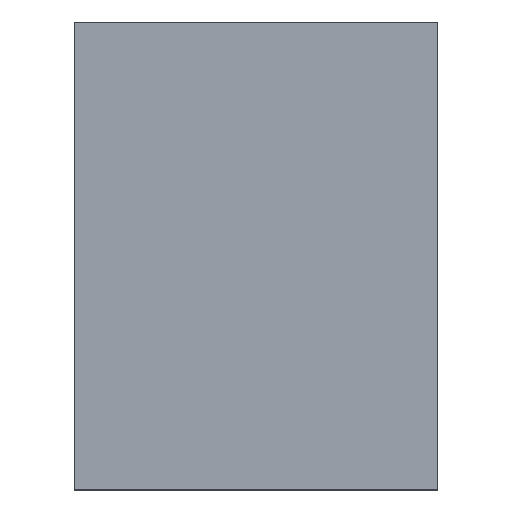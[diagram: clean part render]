
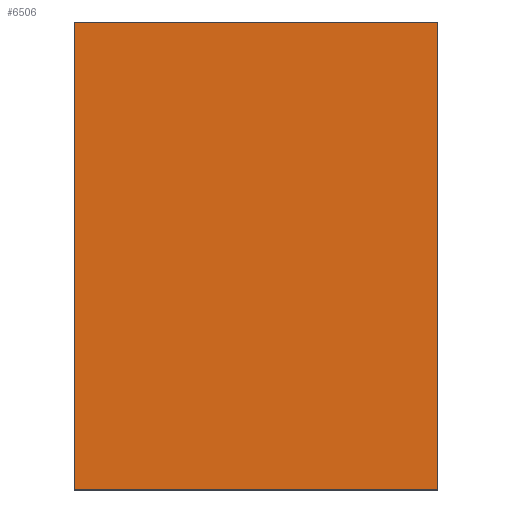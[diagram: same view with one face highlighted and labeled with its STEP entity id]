
A CAD part, top view. The second image highlights one B-rep face of the part: STEP entity #6506.
In plain terms, the highlighted planar face has unit normal (0, 0, 1).
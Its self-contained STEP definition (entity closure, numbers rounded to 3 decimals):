
#110=DIRECTION('',(-1.,0.,0.));
#111=VECTOR('',#110,3.5);
#112=CARTESIAN_POINT('',(3.5,0.,1.9));
#113=LINE('',#112,#111);
#236=DIRECTION('',(0.,1.,0.));
#237=VECTOR('',#236,4.5);
#238=CARTESIAN_POINT('',(0.,0.,1.9));
#239=LINE('',#238,#237);
#1903=DIRECTION('',(0.,-1.,0.));
#1904=VECTOR('',#1903,4.5);
#1905=CARTESIAN_POINT('',(3.5,4.5,1.9));
#1906=LINE('',#1905,#1904);
#2344=DIRECTION('',(1.,0.,0.));
#2345=VECTOR('',#2344,3.5);
#2346=CARTESIAN_POINT('',(0.,4.5,1.9));
#2347=LINE('',#2346,#2345);
#5463=CARTESIAN_POINT('',(3.5,0.,1.9));
#5464=CARTESIAN_POINT('',(0.,0.,1.9));
#5465=VERTEX_POINT('',#5463);
#5466=VERTEX_POINT('',#5464);
#5467=CARTESIAN_POINT('',(3.5,4.5,1.9));
#5468=VERTEX_POINT('',#5467);
#5469=CARTESIAN_POINT('',(0.,4.5,1.9));
#5470=VERTEX_POINT('',#5469);
#6491=CARTESIAN_POINT('',(1.75,2.25,1.9));
#6492=DIRECTION('',(0.,0.,1.));
#6493=DIRECTION('',(1.,0.,0.));
#6494=AXIS2_PLACEMENT_3D('',#6491,#6492,#6493);
#6495=PLANE('',#6494);
#6497=ORIENTED_EDGE('',*,*,#6496,.T.);
#6499=ORIENTED_EDGE('',*,*,#6498,.T.);
#6501=ORIENTED_EDGE('',*,*,#6500,.T.);
#6503=ORIENTED_EDGE('',*,*,#6502,.T.);
#6504=EDGE_LOOP('',(#6497,#6499,#6501,#6503));
#6505=FACE_OUTER_BOUND('',#6504,.F.);
#6506=ADVANCED_FACE('',(#6505),#6495,.T.);
#6496=EDGE_CURVE('',#5465,#5466,#113,.T.);
#6498=EDGE_CURVE('',#5466,#5470,#239,.T.);
#6500=EDGE_CURVE('',#5470,#5468,#2347,.T.);
#6502=EDGE_CURVE('',#5468,#5465,#1906,.T.);
